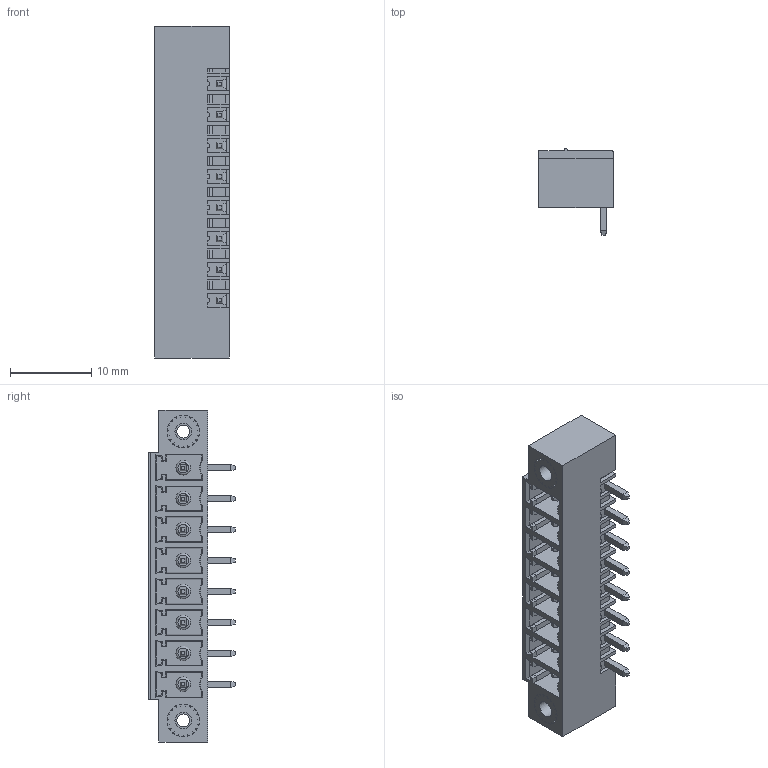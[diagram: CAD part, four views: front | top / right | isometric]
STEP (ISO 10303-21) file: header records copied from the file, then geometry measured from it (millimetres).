
FILE_DESCRIPTION(('STEP AP214'),'1');
FILE_NAME('PV08-3,81-H-K.stp','2014-06-24T08:38:31',(' '),(' '),'Spatial InterOp 3D',' ',' ');
FILE_SCHEMA(('automotive_design'));
Length unit declared in the file: metre
Products named in the file (4): 1; 2; 3; 4
Bounding box: 9.2 x 10.65 x 40.88 mm (x, y, z)
Volume: 1572.2 mm3; surface area: 3359.8 mm2
Topology: 1 solids, 3 shells, 653 faces, 1890 edges, 1236 vertices
Faces by surface type: plane 596, cylinder 33, torus 12, cone 12
Full cylindrical faces by diameter (mm): 1.6 x2, 1.8 x8, 2.05 x2, 4 x4
Entity records: 26150 total; most frequent: CARTESIAN_POINT 3845, ORIENTED_EDGE 3618, DIRECTION 3238, EDGE_CURVE 1845, LINE 1592, VECTOR 1592, VERTEX_POINT 1222, AXIS2_PLACEMENT_3D 823
